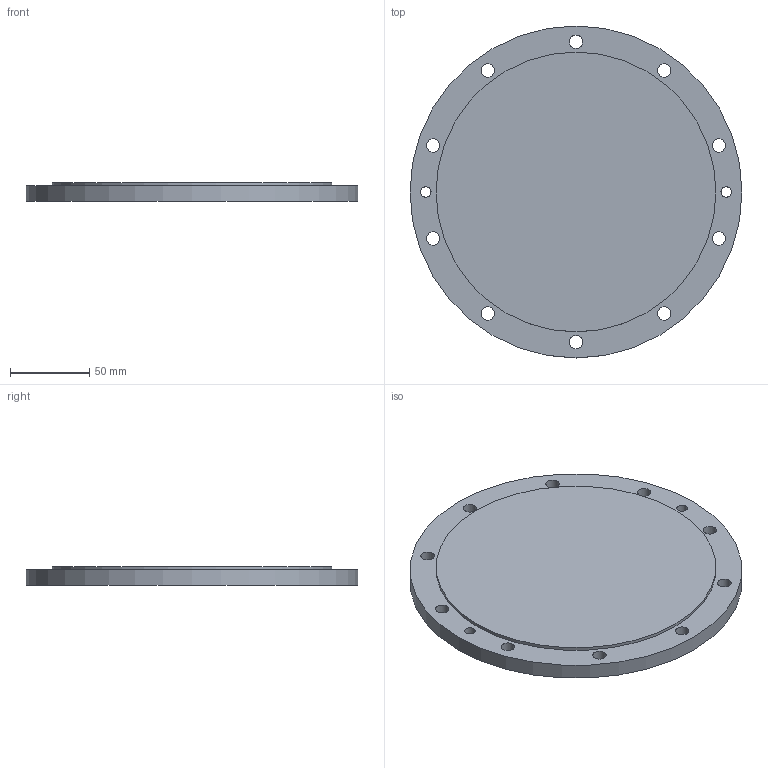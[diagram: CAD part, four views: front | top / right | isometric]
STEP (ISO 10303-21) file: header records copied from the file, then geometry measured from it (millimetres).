
FILE_DESCRIPTION((''),'2;1');
FILE_NAME('4898.stp','2019-11-08T17:01:05',('Legion Brothers'),(''),'Autodesk Inventor 2013','Autodesk Inventor 2013','');
FILE_SCHEMA(('AUTOMOTIVE_DESIGN { 1 0 10303 214 1 1 1 1 }'));
Length unit declared in the file: millimetre
Products named in the file (1): 4898
Bounding box: 210 x 210 x 12 mm (x, y, z)
Volume: 389203.5 mm3; surface area: 78795.9 mm2
Topology: 1 solids, 1 shells, 17 faces, 44 edges, 30 vertices
Faces by surface type: cylinder 14, plane 3
Full cylindrical faces by diameter (mm): 6.647 x2, 8.5 x10, 177 x1, 210 x1
Entity records: 528 total; most frequent: DIRECTION 92, CARTESIAN_POINT 74, ORIENTED_EDGE 56, EDGE_LOOP 56, AXIS2_PLACEMENT_3D 46, FACE_BOUND 39, VERTEX_POINT 28, CIRCLE 28
